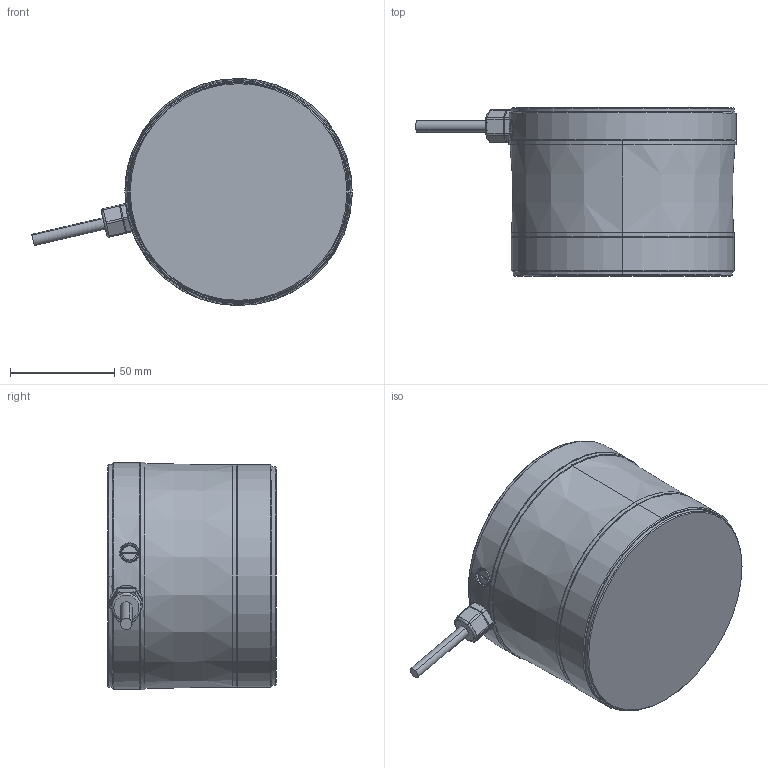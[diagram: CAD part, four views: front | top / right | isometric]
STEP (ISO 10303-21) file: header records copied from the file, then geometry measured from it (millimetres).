
FILE_DESCRIPTION((''),'2;1');
FILE_NAME('16_2V0_LIDAR_20190516_ASM','2020-02-17T12:01:53',('ldeng'),(''),'CREO PARAMETRIC BY PTC INC, 2018050','CREO PARAMETRIC BY PTC INC, 2018050','');
FILE_SCHEMA(('CONFIG_CONTROL_DESIGN','SHAPE_APPEARANCE_LAYERS_GROUPS'));
Length unit declared in the file: millimetre
Products named in the file (15): 20202-0148-00_16_Y0001; XIANGZHEN; GANGSI-SCREW; 20208-0025-00_LD-F0001; 20202-00_-00_16_YT0002; 20202-00_-00_16_YT0003; 20202-00_-00_16_YT0001_ASM; 16_2V0_0001_ASM; M12X1-5_5_0001; 16_2V0_BASE_SUPPORT_ASM; 20202-0144-00_16_Y0001; 160001; 20404-0001-01_16_2V_O_RING_98_; 202020053_160001_ASM; 16_2V0_LIDAR_20190516_ASM
Assembly tree (14 placements, depth 5):
  16_2V0_LIDAR_20190516_ASM
    16_2V0_BASE_SUPPORT_ASM
      16_2V0_0001_ASM
        20202-0148-00_16_Y0001
        XIANGZHEN
        GANGSI-SCREW
        20208-0025-00_LD-F0001
        20202-00_-00_16_YT0001_ASM
          20202-00_-00_16_YT0002
          20202-00_-00_16_YT0003
      M12X1-5_5_0001
    202020053_160001_ASM
      20202-0144-00_16_Y0001
      160001
      20404-0001-01_16_2V_O_RING_98_
Bounding box: 153.67 x 80.7 x 109 mm (x, y, z)
Volume: 118544 mm3; surface area: 114060.7 mm2
Topology: 10 solids, 20 shells, 626 faces, 1517 edges, 957 vertices
Faces by surface type: plane 260, cylinder 254, cone 89, torus 12, bspline 11
Entity records: 24434 total; most frequent: CARTESIAN_POINT 4293, DIRECTION 3380, ORIENTED_EDGE 2998, EDGE_CURVE 1517, PRESENTATION_STYLE_ASSIGNMENT 1487, STYLED_ITEM 1469, CURVE_STYLE 1453, AXIS2_PLACEMENT_3D 1312
